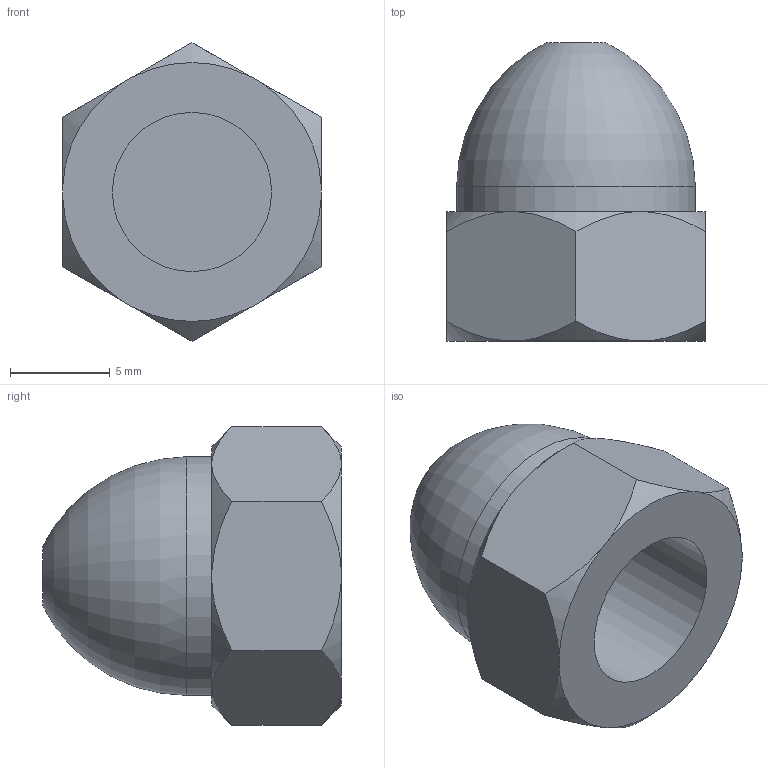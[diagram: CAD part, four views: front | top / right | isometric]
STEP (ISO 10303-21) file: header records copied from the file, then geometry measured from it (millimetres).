
FILE_DESCRIPTION (( 'STEP AP214' ), '1' );
FILE_NAME ('1134-Z1P-A.STEP', '2013-05-15T14:53:14', ( '3DAssist' ), ( '' ), 'SwSTEP 2.0', 'SolidWorks 2013', '' );
FILE_SCHEMA (( 'AUTOMOTIVE_DESIGN' ));
Length unit declared in the file: millimetre
Products named in the file (1): 1134-Z1P-A
Bounding box: 13 x 15 x 15.01 mm (x, y, z)
Volume: 1024.7 mm3; surface area: 1059.3 mm2
Topology: 1 solids, 1 shells, 25 faces, 62 edges, 41 vertices
Faces by surface type: cone 12, plane 10, cylinder 2, torus 1
Full cylindrical faces by diameter (mm): 8 x1, 12 x1
Entity records: 908 total; most frequent: CARTESIAN_POINT 318, ORIENTED_EDGE 118, DIRECTION 104, EDGE_CURVE 59, AXIS2_PLACEMENT_3D 43, VERTEX_POINT 41, EDGE_LOOP 30, FACE_OUTER_BOUND 28
